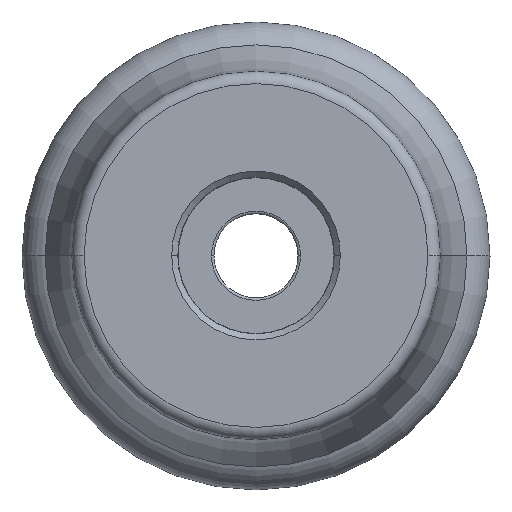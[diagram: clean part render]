
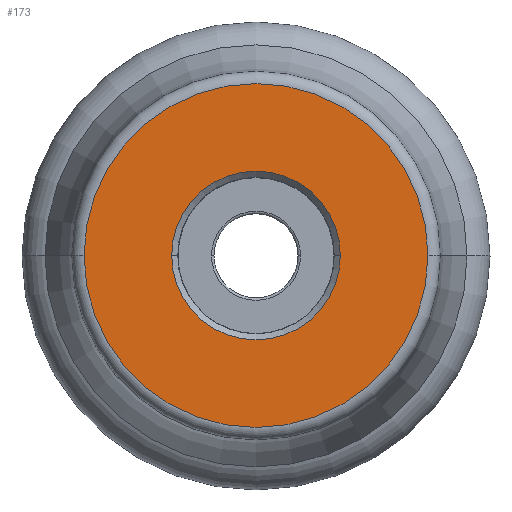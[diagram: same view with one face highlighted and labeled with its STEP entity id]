
A CAD part, top view. The second image highlights one B-rep face of the part: STEP entity #173.
In plain terms, the highlighted planar face has unit normal (0, 0, 1).
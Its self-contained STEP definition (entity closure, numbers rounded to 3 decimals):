
#120=PLANE('',#1043);
#128=FACE_BOUND('',#289,.T.);
#129=FACE_BOUND('',#290,.T.);
#173=ADVANCED_FACE('',(#128,#129),#120,.F.);
#289=EDGE_LOOP('',(#437,#438,#439,#440));
#290=EDGE_LOOP('',(#441,#442));
#437=ORIENTED_EDGE('',*,*,#727,.F.);
#438=ORIENTED_EDGE('',*,*,#732,.F.);
#439=ORIENTED_EDGE('',*,*,#731,.F.);
#440=ORIENTED_EDGE('',*,*,#728,.T.);
#441=ORIENTED_EDGE('',*,*,#733,.F.);
#442=ORIENTED_EDGE('',*,*,#734,.F.);
#622=VERTEX_POINT('',#1603);
#623=VERTEX_POINT('',#1604);
#624=VERTEX_POINT('',#1606);
#625=VERTEX_POINT('',#1611);
#626=VERTEX_POINT('',#1615);
#627=VERTEX_POINT('',#1616);
#727=EDGE_CURVE('',#622,#623,#868,.T.);
#728=EDGE_CURVE('',#624,#623,#869,.T.);
#731=EDGE_CURVE('',#624,#625,#872,.T.);
#732=EDGE_CURVE('',#625,#622,#873,.T.);
#733=EDGE_CURVE('',#626,#627,#874,.T.);
#734=EDGE_CURVE('',#627,#626,#875,.T.);
#868=CIRCLE('',#1033,28.);
#869=CIRCLE('',#1034,28.);
#872=CIRCLE('',#1038,28.);
#873=CIRCLE('',#1039,28.);
#874=CIRCLE('',#1041,13.735);
#875=CIRCLE('',#1042,13.735);
#1033=AXIS2_PLACEMENT_3D('',#1602,#1287,#1288);
#1034=AXIS2_PLACEMENT_3D('',#1605,#1289,#1290);
#1038=AXIS2_PLACEMENT_3D('',#1610,#1297,#1298);
#1039=AXIS2_PLACEMENT_3D('',#1612,#1299,#1300);
#1041=AXIS2_PLACEMENT_3D('',#1614,#1303,#1304);
#1042=AXIS2_PLACEMENT_3D('',#1617,#1305,#1306);
#1043=AXIS2_PLACEMENT_3D('',#1618,#1307,#1308);
#1287=DIRECTION('',(0.,0.,-1.));
#1288=DIRECTION('',(-1.,0.,0.));
#1289=DIRECTION('',(0.,0.,1.));
#1290=DIRECTION('',(1.,0.,0.));
#1297=DIRECTION('',(0.,0.,-1.));
#1298=DIRECTION('',(1.,0.,0.));
#1299=DIRECTION('',(0.,0.,-1.));
#1300=DIRECTION('',(-1.,-0.001,0.));
#1303=DIRECTION('',(0.,0.,1.));
#1304=DIRECTION('',(1.,0.,0.));
#1305=DIRECTION('',(0.,0.,1.));
#1306=DIRECTION('',(-1.,0.,0.));
#1307=DIRECTION('',(0.,0.,-1.));
#1308=DIRECTION('',(1.,0.,0.));
#1602=CARTESIAN_POINT('',(0.,0.,0.));
#1603=CARTESIAN_POINT('',(-28.,0.,0.));
#1604=CARTESIAN_POINT('',(28.,0.015,0.));
#1605=CARTESIAN_POINT('',(0.,0.,0.));
#1606=CARTESIAN_POINT('',(28.,0.,0.));
#1610=CARTESIAN_POINT('',(0.,0.,0.));
#1611=CARTESIAN_POINT('',(-28.,-0.015,0.));
#1612=CARTESIAN_POINT('',(0.,0.,0.));
#1614=CARTESIAN_POINT('',(0.,0.,0.));
#1615=CARTESIAN_POINT('',(13.735,0.,0.));
#1616=CARTESIAN_POINT('',(-13.735,0.,0.));
#1617=CARTESIAN_POINT('',(0.,0.,0.));
#1618=CARTESIAN_POINT('',(0.,0.,0.));
